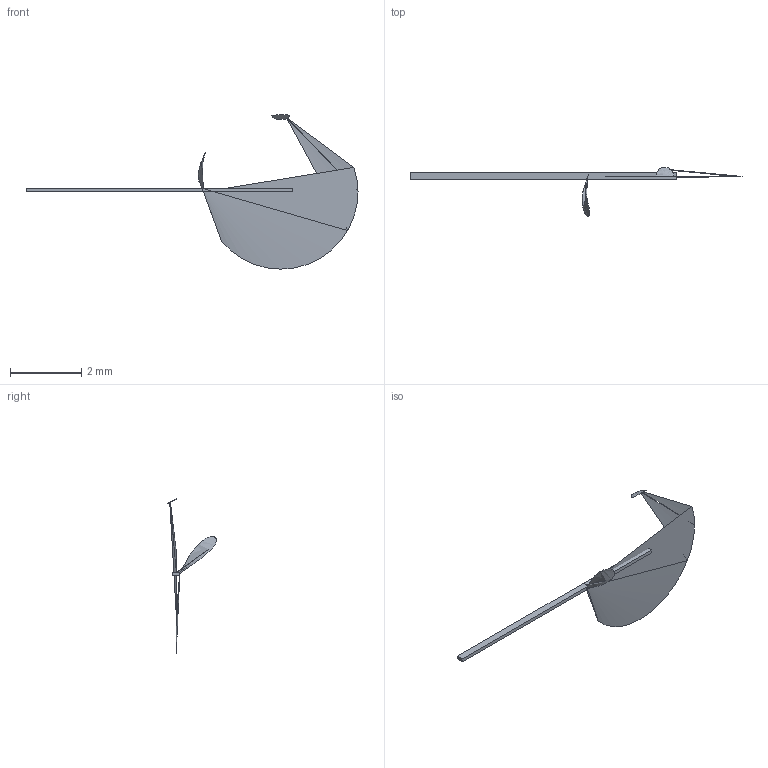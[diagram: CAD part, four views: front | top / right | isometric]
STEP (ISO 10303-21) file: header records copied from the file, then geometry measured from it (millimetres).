
FILE_DESCRIPTION(('Open CASCADE Model'),'2;1');
FILE_NAME('Open CASCADE Shape Model','2025-07-21T21:49:06',('Author'),( 'Open CASCADE'),'Open CASCADE STEP processor 7.7','Open CASCADE 7.7' ,'Unknown');
FILE_SCHEMA(('AUTOMOTIVE_DESIGN { 1 0 10303 214 1 1 1 1 }'));
Length unit declared in the file: millimetre
Products named in the file (3): Open CASCADE STEP translator 7.7 1; Open CASCADE STEP translator 7.7 1.1; Open CASCADE STEP translator 7.7 1.2
Assembly tree (2 placements, depth 2):
  Open CASCADE STEP translator 7.7 1
    Open CASCADE STEP translator 7.7 1.1
    Open CASCADE STEP translator 7.7 1.2
Bounding box: 9.33 x 1.38 x 4.34 mm (x, y, z)
Volume: 1 mm3; surface area: 6.7 mm2
Topology: 2 solids, 2 shells, 14 faces, 34 edges, 23 vertices
Faces by surface type: plane 10, revolution 4
Entity records: 1239 total; most frequent: CARTESIAN_POINT 494, DIRECTION 118, ORIENTED_EDGE 74, PCURVE 74, DEFINITIONAL_REPRESENTATION 74, LINE 64, VECTOR 64, B_SPLINE_CURVE_WITH_KNOTS 39
